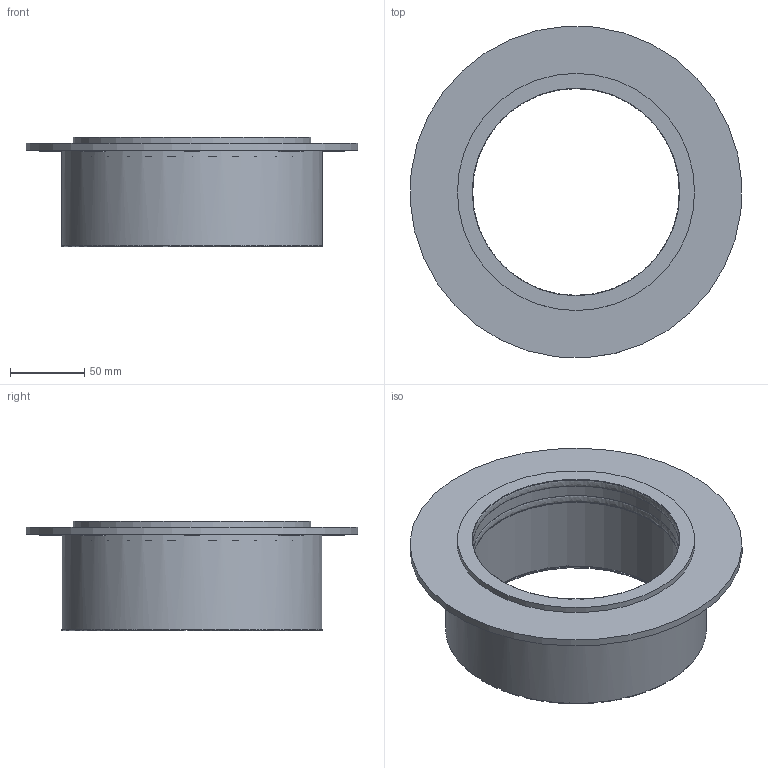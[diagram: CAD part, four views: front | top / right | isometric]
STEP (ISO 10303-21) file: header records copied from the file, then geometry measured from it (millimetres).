
FILE_DESCRIPTION((''),'2;1');
FILE_NAME('SLEEV-IT WT-MAR140M.stp','2014-11-17T14:53:36',('se-emikul'),(''),'Autodesk Inventor 2013','Autodesk Inventor 2013','');
FILE_SCHEMA(('AUTOMOTIVE_DESIGN { 1 0 10303 214 1 1 1 1 }'));
Length unit declared in the file: millimetre
Products named in the file (1): SLEEV-IT WT-MAR140M
Bounding box: 223.64 x 223.64 x 74 mm (x, y, z)
Volume: 653857.7 mm3; surface area: 240563.5 mm2
Topology: 4 solids, 4 shells, 297 faces, 779 edges, 500 vertices
Faces by surface type: plane 236, torus 31, cylinder 27, revolution 2, cone 1
Full cylindrical faces by diameter (mm): 140 x3, 144.2 x1, 148.5 x1, 152.7 x1, 160 x1, 174.2 x2, 176 x1, 224 x1
Entity records: 9837 total; most frequent: CARTESIAN_POINT 2121, DIRECTION 1536, ORIENTED_EDGE 1530, EDGE_CURVE 765, AXIS2_PLACEMENT_3D 533, VERTEX_POINT 498, VECTOR 468, LINE 468
